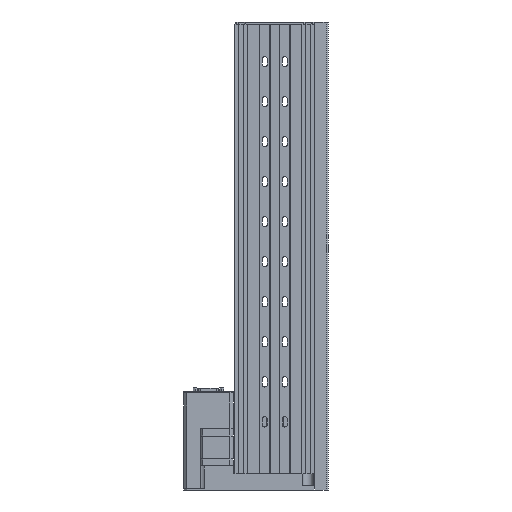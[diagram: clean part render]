
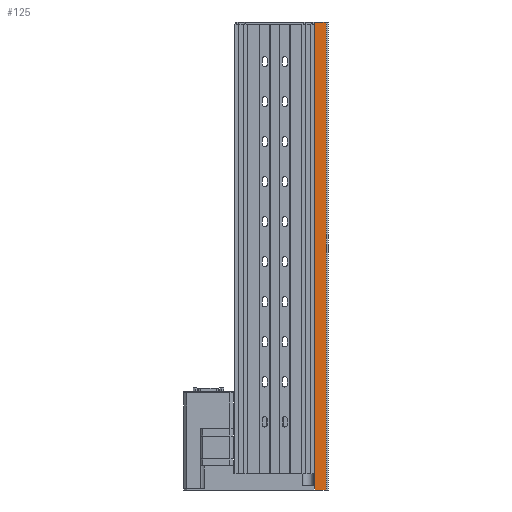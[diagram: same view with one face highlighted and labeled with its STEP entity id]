
A CAD part, front view. The second image highlights one B-rep face of the part: STEP entity #125.
In plain terms, the highlighted planar face has unit normal (0, -1, 0).
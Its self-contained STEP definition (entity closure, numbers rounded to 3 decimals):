
#125 = ADVANCED_FACE ( 'NONE', ( #5954 ), #29556, .T. ) ;
#131 = VECTOR ( 'NONE', #24695, 1000. ) ;
#313 = VECTOR ( 'NONE', #14656, 1000. ) ;
#4399 = CARTESIAN_POINT ( 'NONE',  ( 64.1, -20.5, -20.1 ) ) ;
#5334 = EDGE_CURVE ( 'NONE', #15928, #22112, #29337, .T. ) ;
#5954 = FACE_OUTER_BOUND ( 'NONE', #23386, .T. ) ;
#7190 = CARTESIAN_POINT ( 'NONE',  ( 50., -20.5, 564.7 ) ) ;
#7921 = VECTOR ( 'NONE', #10296, 1000. ) ;
#8021 = EDGE_CURVE ( 'NONE', #19456, #15928, #23887, .T. ) ;
#8522 = LINE ( 'NONE', #26830, #131 ) ;
#9176 = CARTESIAN_POINT ( 'NONE',  ( 64.1, -20.5, -20.1 ) ) ;
#10296 = DIRECTION ( 'NONE',  ( 1., 0., 0. ) ) ;
#10813 = DIRECTION ( 'NONE',  ( 0., 0., -1. ) ) ;
#11533 = EDGE_CURVE ( 'NONE', #13325, #22112, #27481, .T. ) ;
#13325 = VERTEX_POINT ( 'NONE', #4399 ) ;
#13616 = ORIENTED_EDGE ( 'NONE', *, *, #8021, .F. ) ;
#14656 = DIRECTION ( 'NONE',  ( 0., 0., 1. ) ) ;
#15211 = CARTESIAN_POINT ( 'NONE',  ( 64.1, -20.5, -20.1 ) ) ;
#15928 = VERTEX_POINT ( 'NONE', #7190 ) ;
#16422 = DIRECTION ( 'NONE',  ( 0., 0., 1. ) ) ;
#17843 = CARTESIAN_POINT ( 'NONE',  ( 64.1, -20.5, 564.7 ) ) ;
#18046 = AXIS2_PLACEMENT_3D ( 'NONE', #15211, #19739, #10813 ) ;
#18132 = EDGE_CURVE ( 'NONE', #19456, #13325, #8522, .T. ) ;
#19456 = VERTEX_POINT ( 'NONE', #22139 ) ;
#19739 = DIRECTION ( 'NONE',  ( 0., -1., 0. ) ) ;
#20732 = VECTOR ( 'NONE', #16422, 1000. ) ;
#20822 = ORIENTED_EDGE ( 'NONE', *, *, #11533, .T. ) ;
#22112 = VERTEX_POINT ( 'NONE', #24436 ) ;
#22139 = CARTESIAN_POINT ( 'NONE',  ( 50., -20.5, -20.1 ) ) ;
#22795 = ORIENTED_EDGE ( 'NONE', *, *, #5334, .F. ) ;
#23386 = EDGE_LOOP ( 'NONE', ( #20822, #22795, #13616, #23895 ) ) ;
#23887 = LINE ( 'NONE', #26150, #313 ) ;
#23895 = ORIENTED_EDGE ( 'NONE', *, *, #18132, .T. ) ;
#24436 = CARTESIAN_POINT ( 'NONE',  ( 64.1, -20.5, 564.7 ) ) ;
#24695 = DIRECTION ( 'NONE',  ( 1., 0., 0. ) ) ;
#26150 = CARTESIAN_POINT ( 'NONE',  ( 50., -20.5, -20.1 ) ) ;
#26830 = CARTESIAN_POINT ( 'NONE',  ( 64.1, -20.5, -20.1 ) ) ;
#27481 = LINE ( 'NONE', #9176, #20732 ) ;
#29337 = LINE ( 'NONE', #17843, #7921 ) ;
#29556 = PLANE ( 'NONE',  #18046 ) ;
